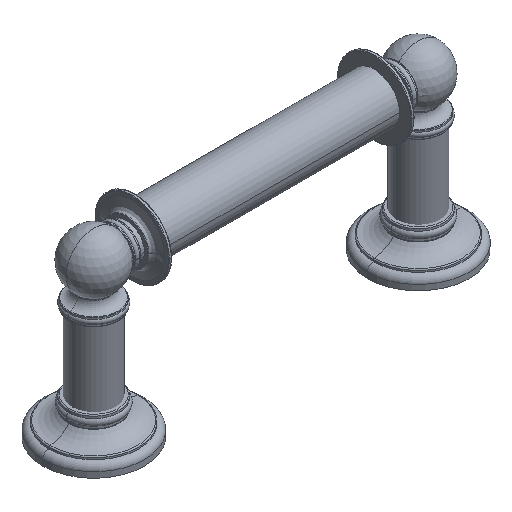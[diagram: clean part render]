
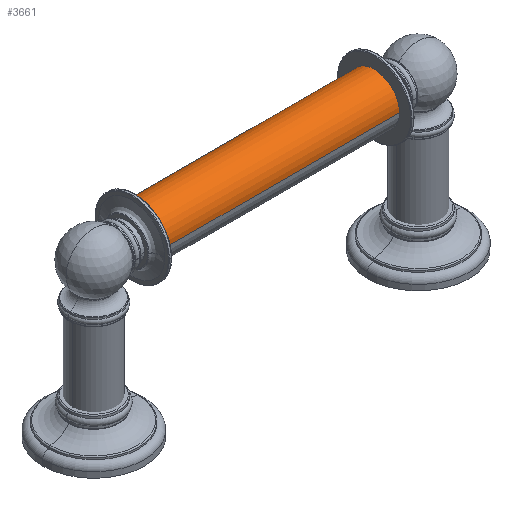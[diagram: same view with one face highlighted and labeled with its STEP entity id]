
A CAD part, isometric view. The second image highlights one B-rep face of the part: STEP entity #3661.
In plain terms, the highlighted cylindrical face has radius 12.5 mm (diameter 25 mm), a partial arc.
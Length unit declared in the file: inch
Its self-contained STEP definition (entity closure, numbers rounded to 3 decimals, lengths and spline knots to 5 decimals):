
#3002=CARTESIAN_POINT('',(0.80709,0.,3.00197));
#3003=DIRECTION('',(-1.,0.,0.));
#3004=DIRECTION('',(0.,-1.,0.));
#3005=AXIS2_PLACEMENT_3D('',#3002,#3003,#3004);
#3007=CARTESIAN_POINT('',(5.51181,0.,3.00197));
#3008=DIRECTION('',(1.,0.,0.));
#3009=DIRECTION('',(0.,1.,0.));
#3010=AXIS2_PLACEMENT_3D('',#3007,#3008,#3009);
#3066=DIRECTION('',(1.,0.,0.));
#3067=VECTOR('',#3066,4.70472);
#3068=CARTESIAN_POINT('',(0.80709,-0.49213,
3.00197));
#3069=LINE('',#3068,#3067);
#3075=DIRECTION('',(1.,0.,0.));
#3076=VECTOR('',#3075,4.70472);
#3077=CARTESIAN_POINT('',(0.80709,0.49213,
3.00197));
#3078=LINE('',#3077,#3076);
#3342=CARTESIAN_POINT('',(0.80709,-0.49213,
3.00197));
#3343=CARTESIAN_POINT('',(5.51181,-0.49213,
3.00197));
#3344=VERTEX_POINT('',#3342);
#3345=VERTEX_POINT('',#3343);
#3346=CARTESIAN_POINT('',(0.80709,0.49213,
3.00197));
#3347=CARTESIAN_POINT('',(5.51181,0.49213,3.00197));
#3348=VERTEX_POINT('',#3346);
#3349=VERTEX_POINT('',#3347);
#3646=CARTESIAN_POINT('',(6.19094,0.,3.00197));
#3647=DIRECTION('',(-1.,0.,0.));
#3648=DIRECTION('',(0.,1.,0.));
#3649=AXIS2_PLACEMENT_3D('',#3646,#3647,#3648);
#3650=CYLINDRICAL_SURFACE('',#3649,0.49213);
#3652=ORIENTED_EDGE('',*,*,#3651,.F.);
#3654=ORIENTED_EDGE('',*,*,#3653,.T.);
#3656=ORIENTED_EDGE('',*,*,#3655,.T.);
#3658=ORIENTED_EDGE('',*,*,#3657,.T.);
#3659=EDGE_LOOP('',(#3652,#3654,#3656,#3658));
#3660=FACE_OUTER_BOUND('',#3659,.F.);
#3661=ADVANCED_FACE('',(#3660),#3650,.T.);
#3006=CIRCLE('',#3005,0.49213);
#3011=CIRCLE('',#3010,0.49213);
#3651=EDGE_CURVE('',#3344,#3345,#3069,.T.);
#3653=EDGE_CURVE('',#3344,#3348,#3006,.T.);
#3655=EDGE_CURVE('',#3348,#3349,#3078,.T.);
#3657=EDGE_CURVE('',#3349,#3345,#3011,.T.);
